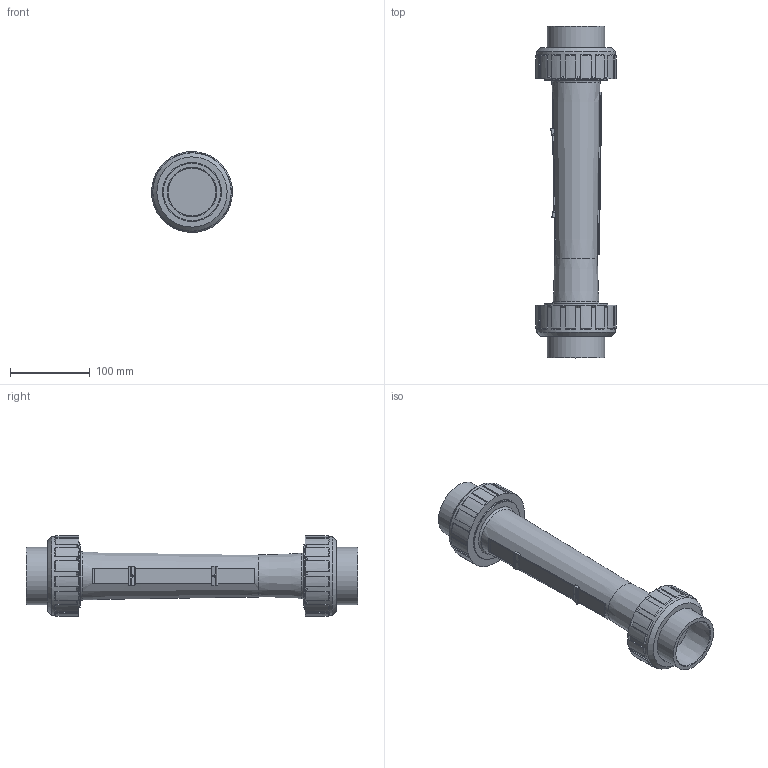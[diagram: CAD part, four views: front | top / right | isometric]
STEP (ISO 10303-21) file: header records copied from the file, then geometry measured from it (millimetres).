
FILE_DESCRIPTION((''),'2;1');
FILE_NAME('RM400-200I-PVC_R0.ipt.stp','2018-10-10T16:23:34',(''),(''),'Autodesk Inventor 2009','Autodesk Inventor 2009','');
FILE_SCHEMA(('AUTOMOTIVE_DESIGN { 1 0 10303 214 1 1 1 1 }'));
Length unit declared in the file: inch
Products named in the file (1): RM400-200I-PVC_R0
Bounding box: 101.34 x 416.26 x 101.34 mm (x, y, z)
Volume: 1286324.9 mm3; surface area: 184350.8 mm2
Topology: 1 solids, 17 shells, 550 faces, 1489 edges, 967 vertices
Faces by surface type: plane 185, bspline 138, cylinder 109, cone 108, torus 8, sphere 2
Full cylindrical faces by diameter (mm): 71.73 x2, 73.914 x2, 77.775 x2, 79.929 x4, 80.21 x2, 82.931 x2, 98.298 x2, 101.346 x2
Entity records: 20561 total; most frequent: CARTESIAN_POINT 6553, ORIENTED_EDGE 2856, DIRECTION 2731, EDGE_CURVE 1428, AXIS2_PLACEMENT_3D 1026, VERTEX_POINT 951, VECTOR 679, LINE 679
